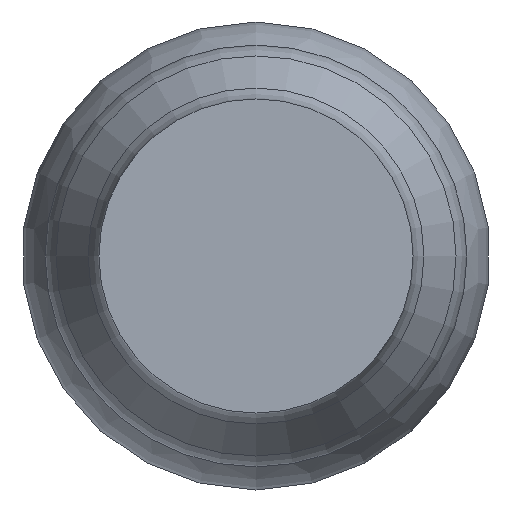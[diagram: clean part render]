
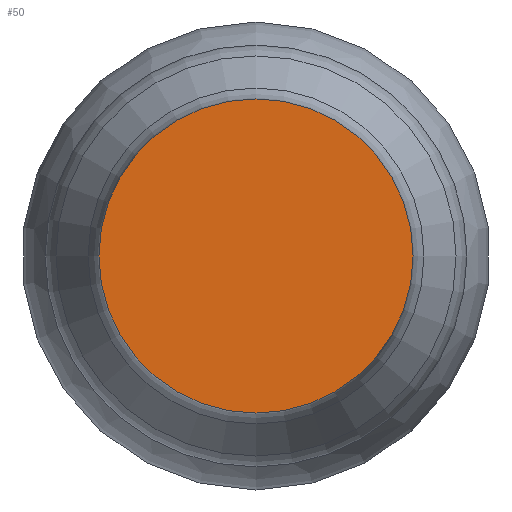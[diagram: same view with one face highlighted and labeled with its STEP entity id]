
A CAD part, left-side view. The second image highlights one B-rep face of the part: STEP entity #50.
In plain terms, the highlighted planar face has unit normal (-1, 0, 0).
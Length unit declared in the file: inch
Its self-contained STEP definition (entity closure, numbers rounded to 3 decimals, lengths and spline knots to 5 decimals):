
#7 = DIRECTION ( 'NONE',  ( -1., 0., 0. ) ) ;
#25 = EDGE_LOOP ( 'NONE', ( #200 ) ) ;
#29 = DIRECTION ( 'NONE',  ( 0., 0., 1. ) ) ;
#32 = DIRECTION ( 'NONE',  ( 0., 0., -1. ) ) ;
#35 = AXIS2_PLACEMENT_3D ( 'NONE', #63, #203, #32 ) ;
#45 = CARTESIAN_POINT ( 'NONE',  ( 0., 0., 0.0245 ) ) ;
#47 = AXIS2_PLACEMENT_3D ( 'NONE', #221, #7, #29 ) ;
#50 = ADVANCED_FACE ( 'NONE', ( #160 ), #82, .F. ) ;
#63 = CARTESIAN_POINT ( 'NONE',  ( 0., 0.01935, 0. ) ) ;
#79 = EDGE_CURVE ( 'NONE', #228, #228, #94, .T. ) ;
#82 = PLANE ( 'NONE',  #35 ) ;
#94 = CIRCLE ( 'NONE', #47, 0.0245 ) ;
#160 = FACE_OUTER_BOUND ( 'NONE', #25, .T. ) ;
#200 = ORIENTED_EDGE ( 'NONE', *, *, #79, .T. ) ;
#203 = DIRECTION ( 'NONE',  ( 1., 0., 0. ) ) ;
#221 = CARTESIAN_POINT ( 'NONE',  ( 0., 0., 0. ) ) ;
#228 = VERTEX_POINT ( 'NONE', #45 ) ;
